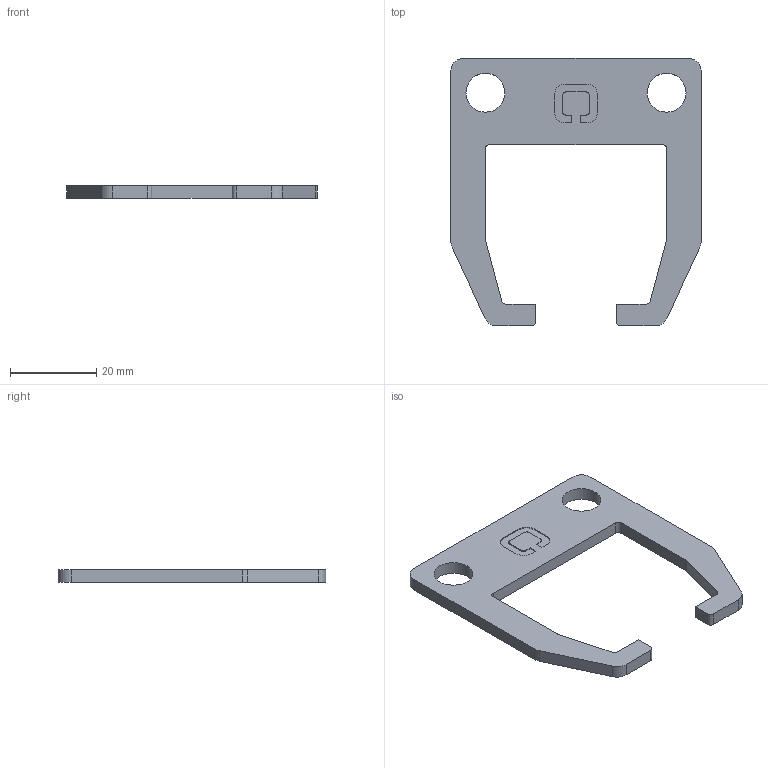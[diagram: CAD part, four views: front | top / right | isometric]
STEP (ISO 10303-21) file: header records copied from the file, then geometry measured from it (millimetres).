
FILE_DESCRIPTION(('STEP AP203'), '1');
FILE_NAME('ÐË255.RC35 Äåðæàòåëü âñïîìîãàòåëüíûé', '', ('UNSPECIFIED'), ('UNSPECIFIED'), 'ASCON STEP Converter 1.3', 'ASCON Math Kernel', '');
FILE_SCHEMA(('CONFIG_CONTROL_DESIGN'));
Length unit declared in the file: millimetre
Products named in the file (1): 255.RC35
Bounding box: 58 x 62 x 3 mm (x, y, z)
Volume: 5124.5 mm3; surface area: 4636.9 mm2
Topology: 1 solids, 1 shells, 55 faces, 156 edges, 104 vertices
Faces by surface type: plane 31, cylinder 24
Full cylindrical faces by diameter (mm): 9 x2
Entity records: 2280 total; most frequent: CARTESIAN_POINT 314, DIRECTION 314, ORIENTED_EDGE 308, EDGE_CURVE 154, LINE 106, VECTOR 106, AXIS2_PLACEMENT_3D 104, VERTEX_POINT 104
